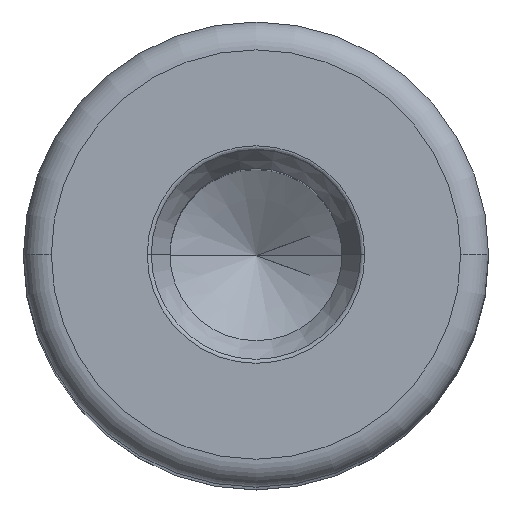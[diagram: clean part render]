
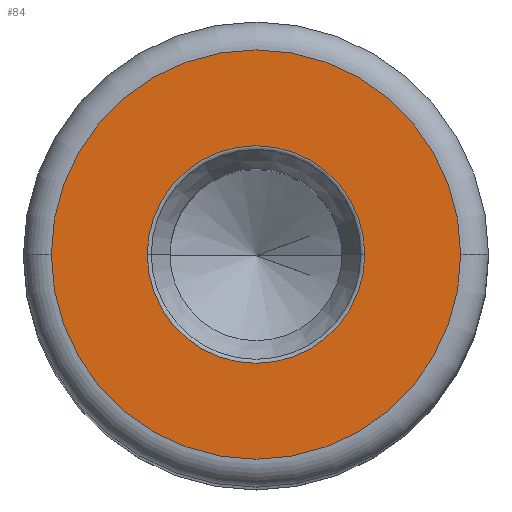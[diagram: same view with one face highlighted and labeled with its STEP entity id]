
A CAD part, top view. The second image highlights one B-rep face of the part: STEP entity #84.
In plain terms, the highlighted planar face has unit normal (0, 0, 1).
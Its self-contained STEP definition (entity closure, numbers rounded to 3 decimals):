
#10 = EDGE_LOOP ( 'NONE', ( #182, #688 ) ) ;
#12 = EDGE_CURVE ( 'NONE', #273, #126, #148, .T. ) ;
#15 = CARTESIAN_POINT ( 'NONE',  ( -11.689, 0., 180. ) ) ;
#20 = AXIS2_PLACEMENT_3D ( 'NONE', #376, #256, #380 ) ;
#23 = AXIS2_PLACEMENT_3D ( 'NONE', #220, #462, #396 ) ;
#84 = ADVANCED_FACE ( 'NONE', ( #277, #715 ), #107, .T. ) ;
#93 = CARTESIAN_POINT ( 'NONE',  ( 22., 0., 180. ) ) ;
#107 = PLANE ( 'NONE',  #459 ) ;
#118 = AXIS2_PLACEMENT_3D ( 'NONE', #678, #508, #150 ) ;
#122 = ORIENTED_EDGE ( 'NONE', *, *, #585, .T. ) ;
#126 = VERTEX_POINT ( 'NONE', #647 ) ;
#148 = CIRCLE ( 'NONE', #23, 11.689 ) ;
#150 = DIRECTION ( 'NONE',  ( 1., 0., 0. ) ) ;
#162 = DIRECTION ( 'NONE',  ( 0., 0., 1. ) ) ;
#168 = CARTESIAN_POINT ( 'NONE',  ( 0., 0., 180. ) ) ;
#182 = ORIENTED_EDGE ( 'NONE', *, *, #417, .T. ) ;
#218 = DIRECTION ( 'NONE',  ( 1., 0., 0. ) ) ;
#220 = CARTESIAN_POINT ( 'NONE',  ( 0., 0., 180. ) ) ;
#225 = EDGE_CURVE ( 'NONE', #476, #712, #581, .T. ) ;
#243 = DIRECTION ( 'NONE',  ( 1., 0., 0. ) ) ;
#256 = DIRECTION ( 'NONE',  ( 0., 0., -1. ) ) ;
#273 = VERTEX_POINT ( 'NONE', #15 ) ;
#277 = FACE_BOUND ( 'NONE', #10, .T. ) ;
#306 = CIRCLE ( 'NONE', #20, 11.689 ) ;
#376 = CARTESIAN_POINT ( 'NONE',  ( 0., 0., 180. ) ) ;
#380 = DIRECTION ( 'NONE',  ( 1., 0., 0. ) ) ;
#389 = AXIS2_PLACEMENT_3D ( 'NONE', #661, #714, #243 ) ;
#396 = DIRECTION ( 'NONE',  ( 1., 0., 0. ) ) ;
#417 = EDGE_CURVE ( 'NONE', #126, #273, #306, .T. ) ;
#459 = AXIS2_PLACEMENT_3D ( 'NONE', #168, #162, #218 ) ;
#462 = DIRECTION ( 'NONE',  ( 0., 0., -1. ) ) ;
#476 = VERTEX_POINT ( 'NONE', #93 ) ;
#508 = DIRECTION ( 'NONE',  ( 0., 0., 1. ) ) ;
#581 = CIRCLE ( 'NONE', #389, 22. ) ;
#585 = EDGE_CURVE ( 'NONE', #712, #476, #644, .T. ) ;
#600 = ORIENTED_EDGE ( 'NONE', *, *, #225, .T. ) ;
#604 = EDGE_LOOP ( 'NONE', ( #600, #122 ) ) ;
#644 = CIRCLE ( 'NONE', #118, 22. ) ;
#647 = CARTESIAN_POINT ( 'NONE',  ( 11.689, 0., 180. ) ) ;
#648 = CARTESIAN_POINT ( 'NONE',  ( -22., 0., 180. ) ) ;
#661 = CARTESIAN_POINT ( 'NONE',  ( 0., 0., 180. ) ) ;
#678 = CARTESIAN_POINT ( 'NONE',  ( 0., 0., 180. ) ) ;
#688 = ORIENTED_EDGE ( 'NONE', *, *, #12, .T. ) ;
#712 = VERTEX_POINT ( 'NONE', #648 ) ;
#714 = DIRECTION ( 'NONE',  ( 0., 0., 1. ) ) ;
#715 = FACE_OUTER_BOUND ( 'NONE', #604, .T. ) ;
